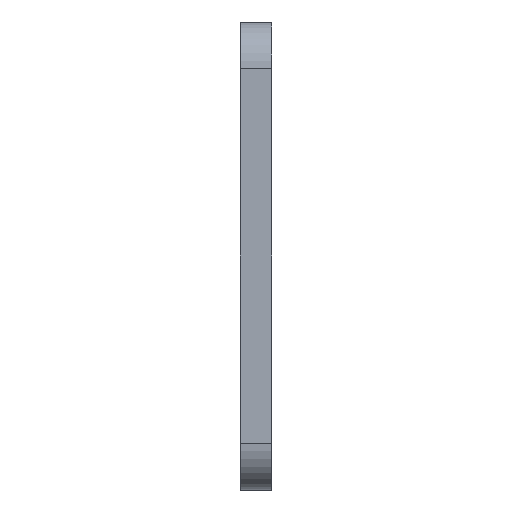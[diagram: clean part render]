
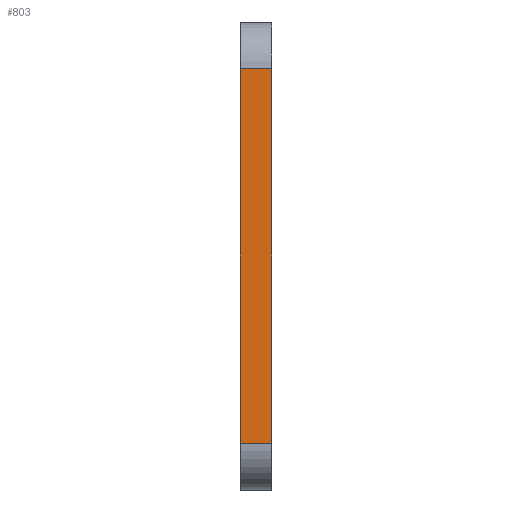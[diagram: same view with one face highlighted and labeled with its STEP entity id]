
A CAD part, left-side view. The second image highlights one B-rep face of the part: STEP entity #803.
In plain terms, the highlighted planar face has unit normal (-1, 0, 0).
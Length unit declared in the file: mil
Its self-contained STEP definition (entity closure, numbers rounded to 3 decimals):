
#5 = DIRECTION ( 'NONE',  ( 0., 1., 0. ) ) ;
#10 = VECTOR ( 'NONE', #84, 39370.079 ) ;
#13 = CARTESIAN_POINT ( 'NONE',  ( 0., 0., 0. ) ) ;
#35 = CARTESIAN_POINT ( 'NONE',  ( 0., 0., -118.11 ) ) ;
#42 = EDGE_CURVE ( 'NONE', #174, #360, #567, .T. ) ;
#44 = LINE ( 'NONE', #378, #917 ) ;
#45 = CARTESIAN_POINT ( 'NONE',  ( 0., 78.74, -1062.992 ) ) ;
#80 = ORIENTED_EDGE ( 'NONE', *, *, #192, .T. ) ;
#84 = DIRECTION ( 'NONE',  ( 0., 0., -1. ) ) ;
#120 = AXIS2_PLACEMENT_3D ( 'NONE', #694, #415, #919 ) ;
#140 = CARTESIAN_POINT ( 'NONE',  ( 0., 78.74, 0. ) ) ;
#174 = VERTEX_POINT ( 'NONE', #35 ) ;
#175 = FACE_OUTER_BOUND ( 'NONE', #193, .T. ) ;
#192 = EDGE_CURVE ( 'NONE', #360, #750, #548, .T. ) ;
#193 = EDGE_LOOP ( 'NONE', ( #491, #392, #80, #558 ) ) ;
#233 = DIRECTION ( 'NONE',  ( 0., -1., 0. ) ) ;
#360 = VERTEX_POINT ( 'NONE', #362 ) ;
#362 = CARTESIAN_POINT ( 'NONE',  ( 0., 78.74, -118.11 ) ) ;
#378 = CARTESIAN_POINT ( 'NONE',  ( 0., 78.74, -1062.992 ) ) ;
#392 = ORIENTED_EDGE ( 'NONE', *, *, #42, .T. ) ;
#415 = DIRECTION ( 'NONE',  ( -1., 0., 0. ) ) ;
#474 = VECTOR ( 'NONE', #5, 39370.079 ) ;
#490 = VECTOR ( 'NONE', #930, 39370.079 ) ;
#491 = ORIENTED_EDGE ( 'NONE', *, *, #563, .F. ) ;
#548 = LINE ( 'NONE', #140, #490 ) ;
#558 = ORIENTED_EDGE ( 'NONE', *, *, #932, .T. ) ;
#563 = EDGE_CURVE ( 'NONE', #174, #876, #889, .T. ) ;
#567 = LINE ( 'NONE', #789, #474 ) ;
#570 = PLANE ( 'NONE',  #120 ) ;
#587 = CARTESIAN_POINT ( 'NONE',  ( 0., 0., -1062.992 ) ) ;
#694 = CARTESIAN_POINT ( 'NONE',  ( 0., 78.74, 0. ) ) ;
#750 = VERTEX_POINT ( 'NONE', #45 ) ;
#789 = CARTESIAN_POINT ( 'NONE',  ( 0., 78.74, -118.11 ) ) ;
#803 = ADVANCED_FACE ( 'NONE', ( #175 ), #570, .T. ) ;
#876 = VERTEX_POINT ( 'NONE', #587 ) ;
#889 = LINE ( 'NONE', #13, #10 ) ;
#917 = VECTOR ( 'NONE', #233, 39370.079 ) ;
#919 = DIRECTION ( 'NONE',  ( 0., 0., 1. ) ) ;
#930 = DIRECTION ( 'NONE',  ( 0., 0., -1. ) ) ;
#932 = EDGE_CURVE ( 'NONE', #750, #876, #44, .T. ) ;
